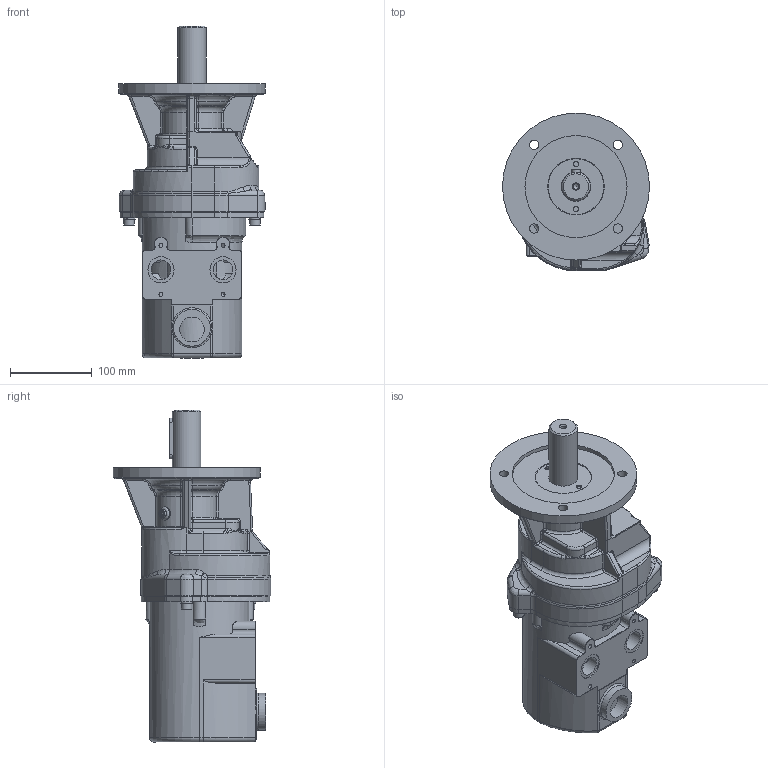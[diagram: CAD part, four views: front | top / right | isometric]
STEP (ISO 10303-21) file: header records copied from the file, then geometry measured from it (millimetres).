
FILE_DESCRIPTION(/* description */ (''),/* implementation_level */ '2;1');
FILE_NAME(/* name */ 'MU 300-75 KRL_60036335.stp',/* time_stamp */ '2018-10-11T15:35:59+02:00',/* author */ ('ibasyouni'),/* organization */ (''),/* preprocessor_version */ 'ST-DEVELOPER v17',/* originating_system */ 'Autodesk Inventor 2018',/* authorisation */ '');
FILE_SCHEMA (('CONFIG_CONTROL_DESIGN'));
Length unit declared in the file: millimetre
Products named in the file (1): MU 300-75 KRL_60036335_III
Bounding box: 180 x 193 x 406.7 mm (x, y, z)
Volume: 4572951.8 mm3; surface area: 302981.8 mm2
Topology: 2 solids, 21 shells, 937 faces, 2412 edges, 1534 vertices
Faces by surface type: plane 331, cylinder 323, bspline 139, torus 86, cone 50, sphere 8
Full cylindrical faces by diameter (mm): 2.5 x1, 2.8 x2, 3.9 x1, 4 x1, 4.2 x1, 4.917 x4, 4.99 x1, 5.2 x1, 6.5 x2, 6.647 x4, 7.4 x1, 7.9 x2, 8 x3, 9.5 x3, 10 x1, 11.5 x4, 13 x3, 16 x1, 19 x1, 24.117 x2, 30.291 x1, 32 x2, 35 x1, 36 x1, 42 x1, 45 x1, 68.376 x1, 125 x1, 180 x1
Entity records: 34796 total; most frequent: CARTESIAN_POINT 11420, ORIENTED_EDGE 4756, DIRECTION 4632, EDGE_CURVE 2378, AXIS2_PLACEMENT_3D 1842, VERTEX_POINT 1534, EDGE_LOOP 1012, CIRCLE 971
